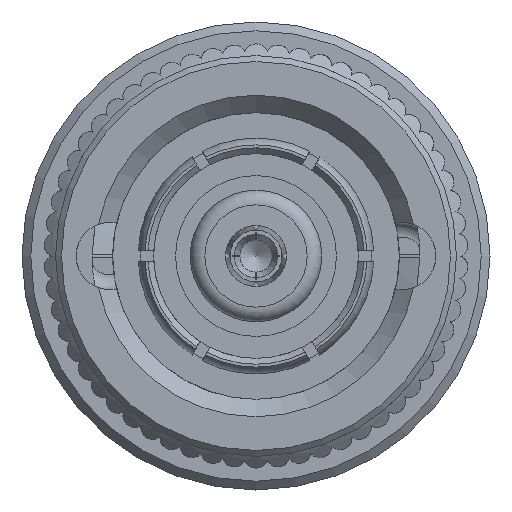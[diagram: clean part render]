
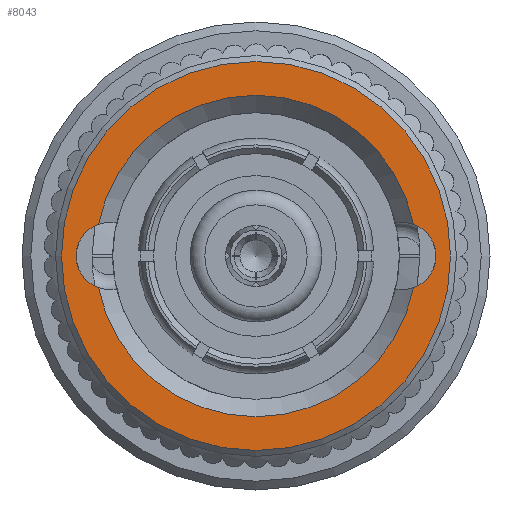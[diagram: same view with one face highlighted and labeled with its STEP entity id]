
A CAD part, left-side view. The second image highlights one B-rep face of the part: STEP entity #8043.
In plain terms, the highlighted planar face has unit normal (-1, 0, 0).
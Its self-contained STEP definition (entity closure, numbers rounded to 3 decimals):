
#162 = CIRCLE ( 'NONE', #1080, 6.65 ) ;
#348 = CARTESIAN_POINT ( 'NONE',  ( -15.963, -5.387, -1.083 ) ) ;
#397 = DIRECTION ( 'NONE',  ( -1., 0., 0. ) ) ;
#476 = AXIS2_PLACEMENT_3D ( 'NONE', #2353, #8657, #3270 ) ;
#797 = CARTESIAN_POINT ( 'NONE',  ( -15.963, 0., 0. ) ) ;
#817 = DIRECTION ( 'NONE',  ( 0., 0., 1. ) ) ;
#915 = CARTESIAN_POINT ( 'NONE',  ( -15.963, 0., 6.65 ) ) ;
#1080 = AXIS2_PLACEMENT_3D ( 'NONE', #797, #7174, #1736 ) ;
#1736 = DIRECTION ( 'NONE',  ( 0., 0., 1. ) ) ;
#2141 = VERTEX_POINT ( 'NONE', #3814 ) ;
#2324 = EDGE_LOOP ( 'NONE', ( #7504 ) ) ;
#2353 = CARTESIAN_POINT ( 'NONE',  ( -15.963, 5., 0. ) ) ;
#2658 = AXIS2_PLACEMENT_3D ( 'NONE', #11589, #6295, #817 ) ;
#2835 = CIRCLE ( 'NONE', #2658, 5.495 ) ;
#2950 = CARTESIAN_POINT ( 'NONE',  ( -15.963, 5.387, -1.083 ) ) ;
#3094 = CARTESIAN_POINT ( 'NONE',  ( -15.963, 5.387, 1.083 ) ) ;
#3270 = DIRECTION ( 'NONE',  ( 0., 0., 1. ) ) ;
#3286 = VERTEX_POINT ( 'NONE', #348 ) ;
#3433 = ORIENTED_EDGE ( 'NONE', *, *, #8928, .F. ) ;
#3630 = DIRECTION ( 'NONE',  ( 0., 0., -1. ) ) ;
#3775 = VERTEX_POINT ( 'NONE', #3094 ) ;
#3814 = CARTESIAN_POINT ( 'NONE',  ( -15.963, -5.387, 1.083 ) ) ;
#4095 = CIRCLE ( 'NONE', #4105, 5.495 ) ;
#4105 = AXIS2_PLACEMENT_3D ( 'NONE', #5871, #397, #6781 ) ;
#4261 = ORIENTED_EDGE ( 'NONE', *, *, #10090, .F. ) ;
#4518 = EDGE_CURVE ( 'NONE', #6548, #6548, #162, .T. ) ;
#4721 = FACE_OUTER_BOUND ( 'NONE', #2324, .T. ) ;
#4862 = FACE_BOUND ( 'NONE', #5986, .T. ) ;
#5104 = CARTESIAN_POINT ( 'NONE',  ( -15.963, -5., 0. ) ) ;
#5449 = ORIENTED_EDGE ( 'NONE', *, *, #10320, .F. ) ;
#5871 = CARTESIAN_POINT ( 'NONE',  ( -15.963, 0., 0. ) ) ;
#5986 = EDGE_LOOP ( 'NONE', ( #4261, #3433, #5449, #7032 ) ) ;
#6027 = DIRECTION ( 'NONE',  ( 0., 0., 1. ) ) ;
#6288 = VERTEX_POINT ( 'NONE', #2950 ) ;
#6295 = DIRECTION ( 'NONE',  ( -1., 0., 0. ) ) ;
#6548 = VERTEX_POINT ( 'NONE', #915 ) ;
#6781 = DIRECTION ( 'NONE',  ( 0., 0., 1. ) ) ;
#6792 = EDGE_CURVE ( 'NONE', #3775, #6288, #10822, .T. ) ;
#7020 = PLANE ( 'NONE',  #9817 ) ;
#7032 = ORIENTED_EDGE ( 'NONE', *, *, #6792, .F. ) ;
#7051 = CARTESIAN_POINT ( 'NONE',  ( -15.963, 6.65, 0. ) ) ;
#7174 = DIRECTION ( 'NONE',  ( -1., 0., 0. ) ) ;
#7504 = ORIENTED_EDGE ( 'NONE', *, *, #4518, .T. ) ;
#8043 = ADVANCED_FACE ( 'NONE', ( #4862, #4721 ), #7020, .F. ) ;
#8657 = DIRECTION ( 'NONE',  ( -1., 0., 0. ) ) ;
#8928 = EDGE_CURVE ( 'NONE', #3286, #2141, #11190, .T. ) ;
#8972 = DIRECTION ( 'NONE',  ( 1., 0., 0. ) ) ;
#9817 = AXIS2_PLACEMENT_3D ( 'NONE', #7051, #8972, #3630 ) ;
#10090 = EDGE_CURVE ( 'NONE', #2141, #3775, #4095, .T. ) ;
#10320 = EDGE_CURVE ( 'NONE', #6288, #3286, #2835, .T. ) ;
#10822 = CIRCLE ( 'NONE', #476, 1.15 ) ;
#11171 = AXIS2_PLACEMENT_3D ( 'NONE', #5104, #11304, #6027 ) ;
#11190 = CIRCLE ( 'NONE', #11171, 1.15 ) ;
#11304 = DIRECTION ( 'NONE',  ( -1., 0., 0. ) ) ;
#11589 = CARTESIAN_POINT ( 'NONE',  ( -15.963, 0., 0. ) ) ;
